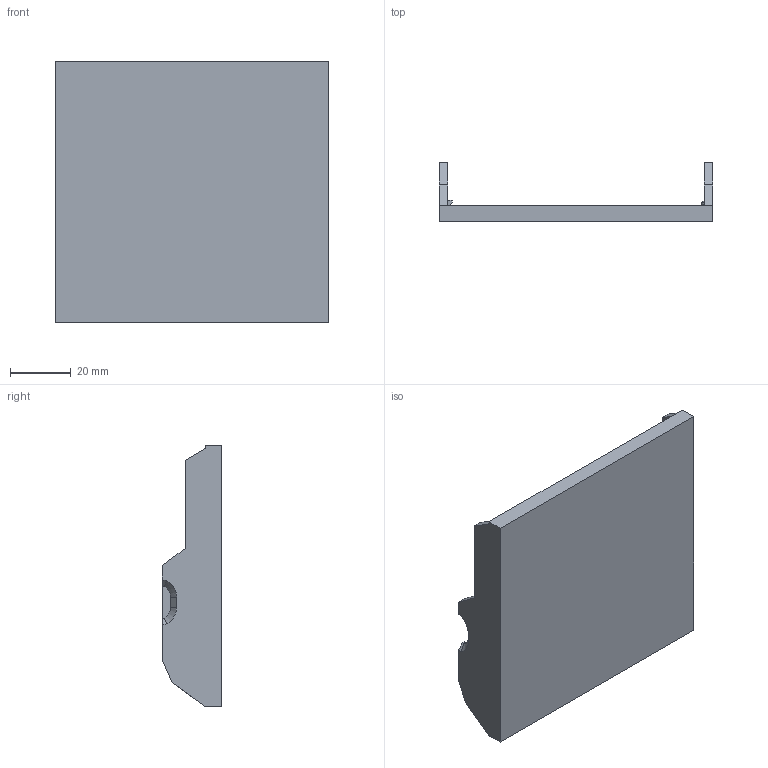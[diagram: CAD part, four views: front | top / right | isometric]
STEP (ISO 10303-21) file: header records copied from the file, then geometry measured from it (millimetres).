
FILE_DESCRIPTION(/* description */ (''),/* implementation_level */ '2;1');
FILE_NAME(/* name */ 'glowworm-case-bottom-V1.stp',/* time_stamp */ '2025-12-20T10:31:28Z',/* author */ ('iwheard'),/* organization */ (''),/* preprocessor_version */ 'ST-DEVELOPER v20',/* originating_system */ 'Autodesk Inventor 2024',/* authorisation */ '');
FILE_SCHEMA (('AUTOMOTIVE_DESIGN { 1 0 10303 214 3 1 1 }'));
Length unit declared in the file: millimetre
Products named in the file (1): glowworm-CAD
Bounding box: 90.15 x 19.54 x 86.15 mm (x, y, z)
Volume: 20595.3 mm3; surface area: 21659.4 mm2
Topology: 1 solids, 1 shells, 117 faces, 308 edges, 207 vertices
Faces by surface type: plane 95, cylinder 12, cone 7, torus 3
Entity records: 3833 total; most frequent: CARTESIAN_POINT 757, ORIENTED_EDGE 616, DIRECTION 559, EDGE_CURVE 308, LINE 255, VECTOR 255, VERTEX_POINT 206, AXIS2_PLACEMENT_3D 152
